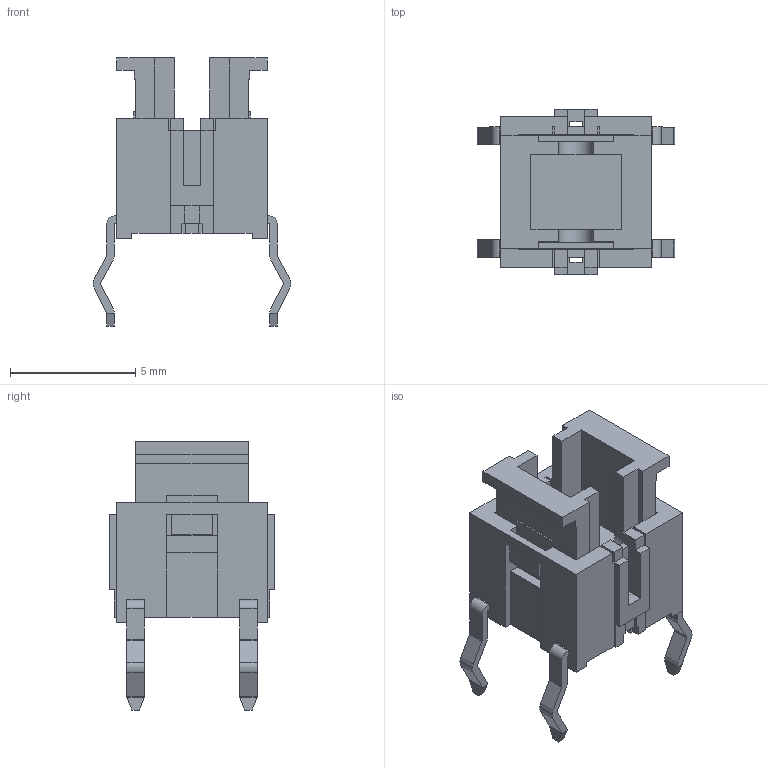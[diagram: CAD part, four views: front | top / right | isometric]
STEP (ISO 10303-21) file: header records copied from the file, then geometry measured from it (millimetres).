
FILE_DESCRIPTION((' '),'2;1');
FILE_NAME('TL1240NQ.stp','2017-07-26T10:29:20',(' '),(' '),' ','ACIS',' ');
FILE_SCHEMA(('CONFIG_CONTROL_DESIGN'));
Length unit declared in the file: inch
Products named in the file (1): TL1240NQ.stp
Bounding box: 7.9 x 6.6 x 10.7 mm (x, y, z)
Volume: 123.9 mm3; surface area: 512.7 mm2
Topology: 1 solids, 1 shells, 251 faces, 740 edges, 481 vertices
Faces by surface type: plane 216, cylinder 34, sphere 1
Entity records: 8329 total; most frequent: ORIENTED_EDGE 1474, CARTESIAN_POINT 1468, DIRECTION 1310, EDGE_CURVE 737, VECTOR 668, LINE 668, VERTEX_POINT 479, AXIS2_PLACEMENT_3D 321
